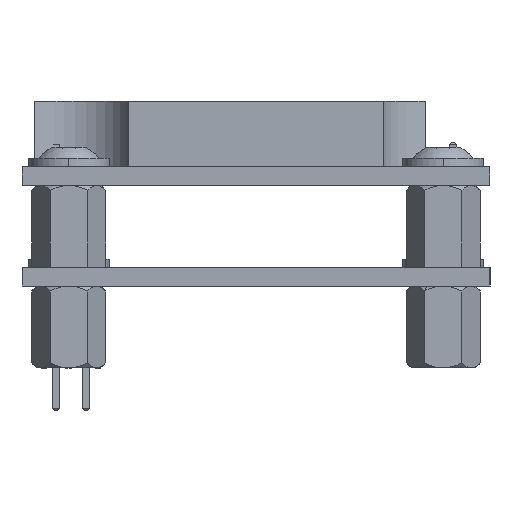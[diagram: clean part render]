
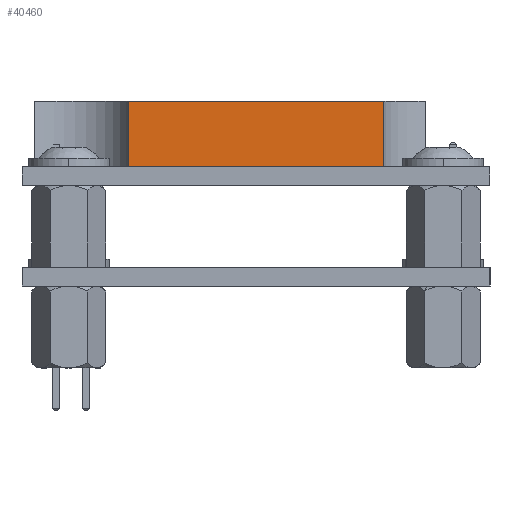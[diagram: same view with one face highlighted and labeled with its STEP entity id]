
A CAD part, left-side view. The second image highlights one B-rep face of the part: STEP entity #40460.
In plain terms, the highlighted planar face has unit normal (-1, 0, 0).
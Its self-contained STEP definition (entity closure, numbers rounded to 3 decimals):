
#3878=PLANE('',#22196);
#7678=VECTOR('',#20217,1.);
#7680=VECTOR('',#20222,1.);
#7681=VECTOR('',#20223,1.);
#7682=VECTOR('',#20224,1.);
#11452=LINE('',#49076,#7678);
#11454=LINE('',#49082,#7680);
#11455=LINE('',#49084,#7681);
#11456=LINE('',#49086,#7682);
#14160=VERTEX_POINT('',#49075);
#14161=VERTEX_POINT('',#49077);
#14163=VERTEX_POINT('',#49083);
#14164=VERTEX_POINT('',#49085);
#20217=DIRECTION('',(0.,0.,1.));
#20221=DIRECTION('',(-1.,0.,0.));
#20222=DIRECTION('',(0.,1.,0.));
#20223=DIRECTION('',(0.,0.,1.));
#20224=DIRECTION('',(0.,1.,0.));
#22196=AXIS2_PLACEMENT_3D('',#49081,#20221,$);
#26478=EDGE_CURVE('',#14161,#14160,#11452,.T.);
#26481=EDGE_CURVE('',#14160,#14163,#11454,.T.);
#26482=EDGE_CURVE('',#14164,#14163,#11455,.T.);
#26483=EDGE_CURVE('',#14161,#14164,#11456,.T.);
#34539=ORIENTED_EDGE('',*,*,#26481,.T.);
#34540=ORIENTED_EDGE('',*,*,#26482,.F.);
#34541=ORIENTED_EDGE('',*,*,#26483,.F.);
#34542=ORIENTED_EDGE('',*,*,#26478,.T.);
#36689=EDGE_LOOP('',(#34539,#34540,#34541,#34542));
#38814=FACE_BOUND('',#36689,.T.);
#40460=ADVANCED_FACE('',(#38814),#3878,.T.);
#49075=CARTESIAN_POINT('',(-9.775,13.112,-6.45));
#49076=CARTESIAN_POINT('',(-9.775,13.112,-7.01));
#49077=CARTESIAN_POINT('',(-9.775,13.112,-7.01));
#49081=CARTESIAN_POINT('',(-9.775,14.205,-7.01));
#49082=CARTESIAN_POINT('',(-9.775,13.112,-6.45));
#49083=CARTESIAN_POINT('',(-9.775,15.298,-6.45));
#49084=CARTESIAN_POINT('',(-9.775,15.298,-7.01));
#49085=CARTESIAN_POINT('',(-9.775,15.298,-7.01));
#49086=CARTESIAN_POINT('',(-9.775,13.112,-7.01));
